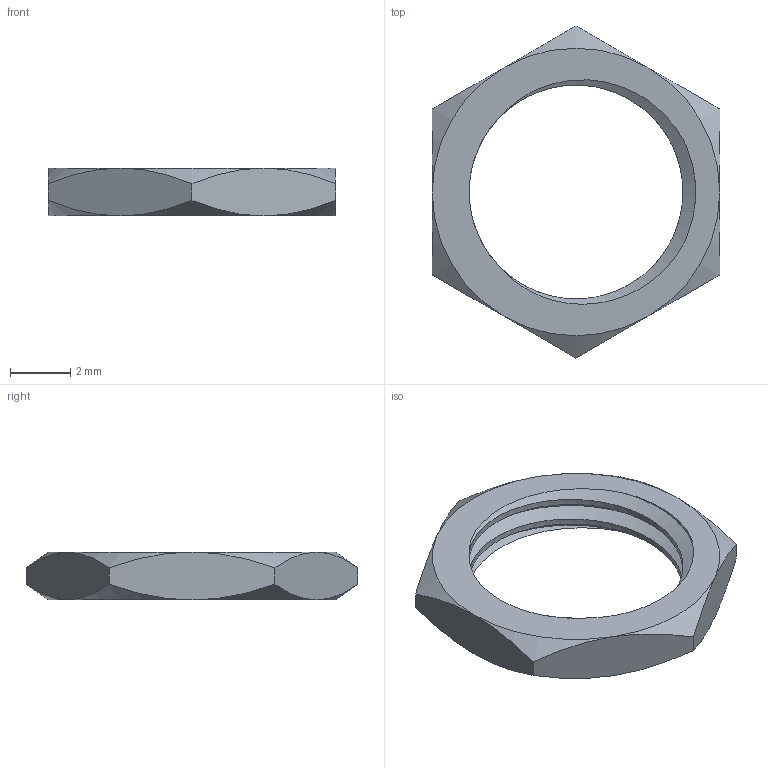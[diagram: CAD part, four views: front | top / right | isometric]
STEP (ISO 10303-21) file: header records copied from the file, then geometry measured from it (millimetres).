
FILE_DESCRIPTION(/* description */ (''),/* implementation_level */ '2;1');
FILE_NAME(/* name */ 'PC722A_nut.stp',/* time_stamp */ '2014-10-29T17:45:34+00:00',/* author */ ('Patrick Camilleri'),/* organization */ (''),/* preprocessor_version */ 'ST-DEVELOPER v15.6',/* originating_system */ 'Autodesk Inventor 2015',/* authorisation */ '');
FILE_SCHEMA (('AUTOMOTIVE_DESIGN { 1 0 10303 214 3 1 1 }'));
Length unit declared in the file: inch
Products named in the file (1): PC722A_original
Bounding box: 9.52 x 11 x 1.59 mm (x, y, z)
Volume: 53 mm3; surface area: 173.9 mm2
Topology: 1 solids, 1 shells, 24 faces, 66 edges, 44 vertices
Faces by surface type: cone 12, plane 8, cylinder 2, bspline 2
Entity records: 1241 total; most frequent: CARTESIAN_POINT 671, ORIENTED_EDGE 132, DIRECTION 96, EDGE_CURVE 66, VERTEX_POINT 44, AXIS2_PLACEMENT_3D 39, EDGE_LOOP 26, FACE_OUTER_BOUND 24
